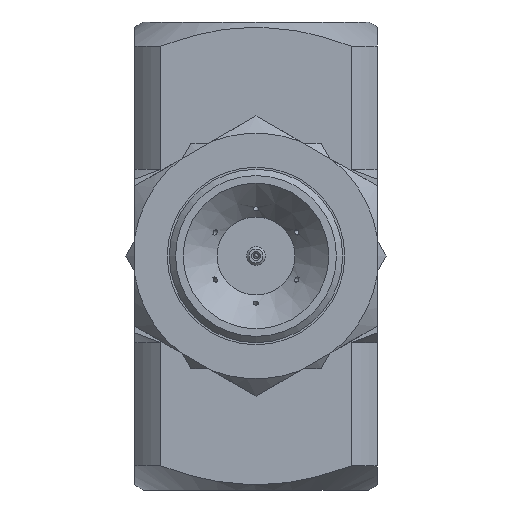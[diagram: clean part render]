
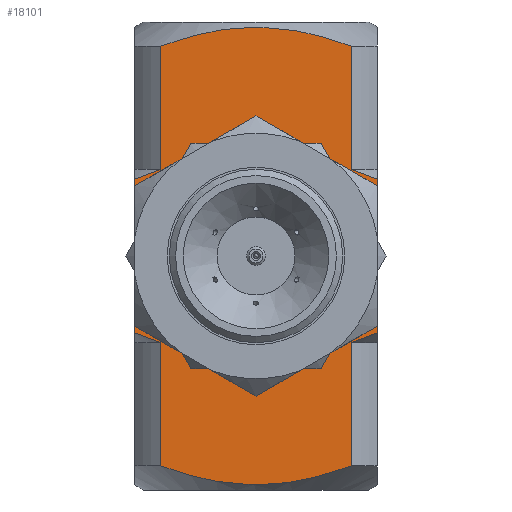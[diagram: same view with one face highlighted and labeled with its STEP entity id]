
A CAD part, front view. The second image highlights one B-rep face of the part: STEP entity #18101.
In plain terms, the highlighted planar face has unit normal (0, -1, 0).
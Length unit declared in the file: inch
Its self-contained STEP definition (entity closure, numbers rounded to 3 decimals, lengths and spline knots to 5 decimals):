
#1916=CARTESIAN_POINT('',(-0.4375,-0.4375,-0.27642));
#1917=VERTEX_POINT('',#1916);
#1931=CARTESIAN_POINT('',(-0.4375,-0.4375,0.27642));
#1932=VERTEX_POINT('',#1931);
#1933=CARTESIAN_POINT('',(-0.4375,-0.4375,0.27642));
#1934=DIRECTION('',(0.0,0.0,-1.0));
#1935=VECTOR('',#1934,0.55283);
#1936=LINE('',#1933,#1935);
#1937=EDGE_CURVE('',#1932,#1917,#1936,.T.);
#17950=CARTESIAN_POINT('',(0.34875,-0.4375,0.));
#17951=VERTEX_POINT('',#17950);
#17952=CARTESIAN_POINT('',(0.,-0.4375,0.));
#17953=DIRECTION('',(0.0,-1.0,0.0));
#17954=DIRECTION('',(-1.0,0.0,0.0));
#17955=AXIS2_PLACEMENT_3D('',#17952,#17953,#17954);
#17956=CIRCLE('',#17955,0.34875);
#17957=EDGE_CURVE('',#17951,#17951,#17956,.T.);
#17962=CARTESIAN_POINT('',(0.4375,-0.4375,0.0));
#17963=DIRECTION('',(0.0,-1.0,0.0));
#17964=DIRECTION('',(0.0,0.0,-1.0));
#17965=AXIS2_PLACEMENT_3D('',#17962,#17963,#17964);
#17966=PLANE('',#17965);
#17967=CARTESIAN_POINT('',(-0.34347,-0.4375,-0.3125));
#17968=VERTEX_POINT('',#17967);
#17969=CARTESIAN_POINT('',(-0.4375,-0.4375,-0.27642));
#17970=CARTESIAN_POINT('',(-0.38798,-0.4375,-0.29663));
#17971=CARTESIAN_POINT('',(-0.34347,-0.4375,-0.3125));
#17979=(BOUNDED_CURVE()B_SPLINE_CURVE(2,(#17969,#17970,#17971),.UNSPECIFIED.,.F.,.U.)B_SPLINE_CURVE_WITH_KNOTS((3,3),(0.4212,0.70402),.UNSPECIFIED.)CURVE()GEOMETRIC_REPRESENTATION_ITEM()RATIONAL_B_SPLINE_CURVE((1.01,1.008,1.0))REPRESENTATION_ITEM(''));
#17980=EDGE_CURVE('',#1917,#17968,#17979,.T.);
#17981=ORIENTED_EDGE('',*,*,#17980,.T.);
#17982=CARTESIAN_POINT('',(-0.34347,-0.4375,-0.75717));
#17983=VERTEX_POINT('',#17982);
#17984=CARTESIAN_POINT('',(-0.34347,-0.4375,-0.3125));
#17985=DIRECTION('',(0.0,0.0,-1.0));
#17986=VECTOR('',#17985,0.44467);
#17987=LINE('',#17984,#17986);
#17988=EDGE_CURVE('',#17968,#17983,#17987,.T.);
#17989=ORIENTED_EDGE('',*,*,#17988,.T.);
#17990=CARTESIAN_POINT('',(0.34347,-0.4375,-0.75717));
#17991=VERTEX_POINT('',#17990);
#17992=CARTESIAN_POINT('',(-0.34347,-0.4375,-0.75717));
#17993=CARTESIAN_POINT('',(0.,-0.4375,-0.87962));
#17994=CARTESIAN_POINT('',(0.34347,-0.4375,-0.75717));
#18002=(BOUNDED_CURVE()B_SPLINE_CURVE(2,(#17992,#17993,#17994),.UNSPECIFIED.,.F.,.U.)B_SPLINE_CURVE_WITH_KNOTS((3,3),(0.60712,2.85123),.UNSPECIFIED.)CURVE()GEOMETRIC_REPRESENTATION_ITEM()RATIONAL_B_SPLINE_CURVE((1.229,1.563,1.229))REPRESENTATION_ITEM(''));
#18003=EDGE_CURVE('',#17983,#17991,#18002,.T.);
#18004=ORIENTED_EDGE('',*,*,#18003,.T.);
#18005=CARTESIAN_POINT('',(0.34347,-0.4375,-0.3125));
#18006=VERTEX_POINT('',#18005);
#18007=CARTESIAN_POINT('',(0.34347,-0.4375,-0.75717));
#18008=DIRECTION('',(0.0,0.0,1.0));
#18009=VECTOR('',#18008,0.44467);
#18010=LINE('',#18007,#18009);
#18011=EDGE_CURVE('',#17991,#18006,#18010,.T.);
#18012=ORIENTED_EDGE('',*,*,#18011,.T.);
#18013=CARTESIAN_POINT('',(0.4375,-0.4375,-0.27642));
#18014=VERTEX_POINT('',#18013);
#18015=CARTESIAN_POINT('',(0.34347,-0.4375,-0.3125));
#18016=CARTESIAN_POINT('',(0.38798,-0.4375,-0.29663));
#18017=CARTESIAN_POINT('',(0.4375,-0.4375,-0.27642));
#18025=(BOUNDED_CURVE()B_SPLINE_CURVE(2,(#18015,#18016,#18017),.UNSPECIFIED.,.F.,.U.)B_SPLINE_CURVE_WITH_KNOTS((3,3),(0.0,0.28282),.UNSPECIFIED.)CURVE()GEOMETRIC_REPRESENTATION_ITEM()RATIONAL_B_SPLINE_CURVE((1.0,1.008,1.01))REPRESENTATION_ITEM(''));
#18026=EDGE_CURVE('',#18006,#18014,#18025,.T.);
#18027=ORIENTED_EDGE('',*,*,#18026,.T.);
#18028=CARTESIAN_POINT('',(0.4375,-0.4375,0.27642));
#18029=VERTEX_POINT('',#18028);
#18030=CARTESIAN_POINT('',(0.4375,-0.4375,0.27642));
#18031=DIRECTION('',(0.0,0.0,-1.0));
#18032=VECTOR('',#18031,0.55283);
#18033=LINE('',#18030,#18032);
#18034=EDGE_CURVE('',#18029,#18014,#18033,.T.);
#18035=ORIENTED_EDGE('',*,*,#18034,.F.);
#18036=CARTESIAN_POINT('',(0.34347,-0.4375,0.3125));
#18037=VERTEX_POINT('',#18036);
#18038=CARTESIAN_POINT('',(0.4375,-0.4375,0.27642));
#18039=CARTESIAN_POINT('',(0.38798,-0.4375,0.29663));
#18040=CARTESIAN_POINT('',(0.34347,-0.4375,0.3125));
#18048=(BOUNDED_CURVE()B_SPLINE_CURVE(2,(#18038,#18039,#18040),.UNSPECIFIED.,.F.,.U.)B_SPLINE_CURVE_WITH_KNOTS((3,3),(0.4212,0.70402),.UNSPECIFIED.)CURVE()GEOMETRIC_REPRESENTATION_ITEM()RATIONAL_B_SPLINE_CURVE((1.01,1.008,1.0))REPRESENTATION_ITEM(''));
#18049=EDGE_CURVE('',#18029,#18037,#18048,.T.);
#18050=ORIENTED_EDGE('',*,*,#18049,.T.);
#18051=CARTESIAN_POINT('',(0.34347,-0.4375,0.75717));
#18052=VERTEX_POINT('',#18051);
#18053=CARTESIAN_POINT('',(0.34347,-0.4375,0.3125));
#18054=DIRECTION('',(0.0,0.0,1.0));
#18055=VECTOR('',#18054,0.44467);
#18056=LINE('',#18053,#18055);
#18057=EDGE_CURVE('',#18037,#18052,#18056,.T.);
#18058=ORIENTED_EDGE('',*,*,#18057,.T.);
#18059=CARTESIAN_POINT('',(-0.34347,-0.4375,0.75717));
#18060=VERTEX_POINT('',#18059);
#18061=CARTESIAN_POINT('',(0.34347,-0.4375,0.75717));
#18062=CARTESIAN_POINT('',(0.,-0.4375,0.87962));
#18063=CARTESIAN_POINT('',(-0.34347,-0.4375,0.75717));
#18071=(BOUNDED_CURVE()B_SPLINE_CURVE(2,(#18061,#18062,#18063),.UNSPECIFIED.,.F.,.U.)B_SPLINE_CURVE_WITH_KNOTS((3,3),(0.60712,2.85123),.UNSPECIFIED.)CURVE()GEOMETRIC_REPRESENTATION_ITEM()RATIONAL_B_SPLINE_CURVE((1.229,1.563,1.229))REPRESENTATION_ITEM(''));
#18072=EDGE_CURVE('',#18052,#18060,#18071,.T.);
#18073=ORIENTED_EDGE('',*,*,#18072,.T.);
#18074=CARTESIAN_POINT('',(-0.34347,-0.4375,0.3125));
#18075=VERTEX_POINT('',#18074);
#18076=CARTESIAN_POINT('',(-0.34347,-0.4375,0.75717));
#18077=DIRECTION('',(0.0,0.0,-1.0));
#18078=VECTOR('',#18077,0.44467);
#18079=LINE('',#18076,#18078);
#18080=EDGE_CURVE('',#18060,#18075,#18079,.T.);
#18081=ORIENTED_EDGE('',*,*,#18080,.T.);
#18082=CARTESIAN_POINT('',(-0.34347,-0.4375,0.3125));
#18083=CARTESIAN_POINT('',(-0.38798,-0.4375,0.29663));
#18084=CARTESIAN_POINT('',(-0.4375,-0.4375,0.27642));
#18092=(BOUNDED_CURVE()B_SPLINE_CURVE(2,(#18082,#18083,#18084),.UNSPECIFIED.,.F.,.U.)B_SPLINE_CURVE_WITH_KNOTS((3,3),(0.0,0.28282),.UNSPECIFIED.)CURVE()GEOMETRIC_REPRESENTATION_ITEM()RATIONAL_B_SPLINE_CURVE((1.0,1.008,1.01))REPRESENTATION_ITEM(''));
#18093=EDGE_CURVE('',#18075,#1932,#18092,.T.);
#18094=ORIENTED_EDGE('',*,*,#18093,.T.);
#18095=ORIENTED_EDGE('',*,*,#1937,.T.);
#18096=EDGE_LOOP('',(#17981,#17989,#18004,#18012,#18027,#18035,#18050,#18058,#18073,#18081,#18094,#18095));
#18097=FACE_OUTER_BOUND('',#18096,.T.);
#18098=ORIENTED_EDGE('',*,*,#17957,.F.);
#18099=EDGE_LOOP('',(#18098));
#18100=FACE_BOUND('',#18099,.T.);
#18101=ADVANCED_FACE('',(#18097,#18100),#17966,.T.);
